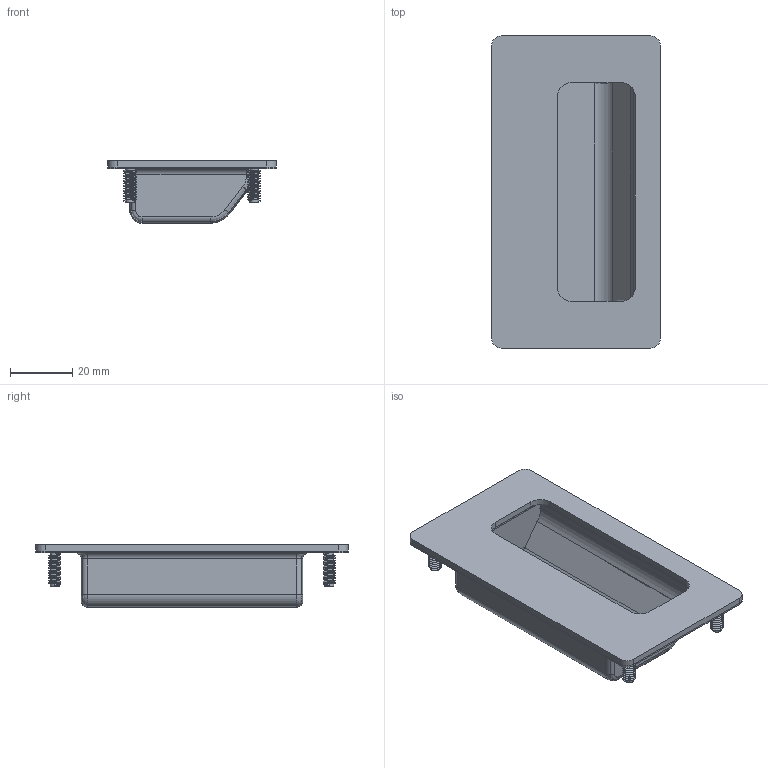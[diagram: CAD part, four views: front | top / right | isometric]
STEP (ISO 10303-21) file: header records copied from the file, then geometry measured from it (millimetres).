
FILE_DESCRIPTION(/* description */ (''),/* implementation_level */ '2;1');
FILE_NAME(/* name */ 'LS603',/* time_stamp */ '2026-02-06T15:55:05+08:00',/* author */ (''),/* organization */ (''),/* preprocessor_version */ 'ST-DEVELOPER v19.2',/* originating_system */ 'Rhino 8.5',/* authorisation */ '');
FILE_SCHEMA (('CONFIG_CONTROL_DESIGN'));
Length unit declared in the file: millimetre
Products named in the file (1): Document
Bounding box: 54 x 100 x 20 mm (x, y, z)
Volume: 4254.8 mm3; surface area: 26569.8 mm2
Topology: 1 solids, 2 shells, 204 faces, 546 edges, 340 vertices
Faces by surface type: cylinder 136, plane 47, bspline 21
Entity records: 28578 total; most frequent: CARTESIAN_POINT 24622, ORIENTED_EDGE 1076, EDGE_CURVE 546, DIRECTION 349, VERTEX_POINT 340, B_SPLINE_CURVE_WITH_KNOTS 317, AXIS2_PLACEMENT_3D 266, EDGE_LOOP 212
